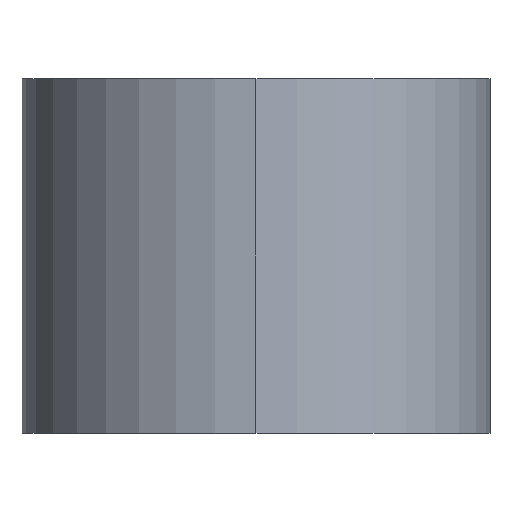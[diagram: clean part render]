
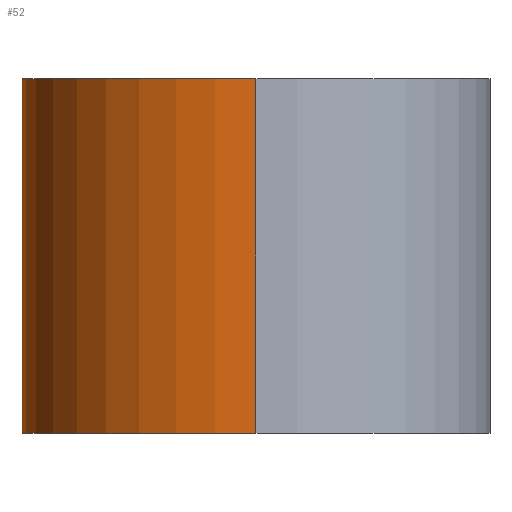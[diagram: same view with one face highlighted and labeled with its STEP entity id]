
A CAD part, left-side view. The second image highlights one B-rep face of the part: STEP entity #52.
In plain terms, the highlighted cylindrical face has radius 6.6 mm (diameter 13.2 mm), a partial arc.
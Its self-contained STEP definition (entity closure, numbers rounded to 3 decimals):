
#10 = ORIENTED_EDGE ( 'NONE', *, *, #707, .T. ) ;
#12 = CYLINDRICAL_SURFACE ( 'NONE', #88, 6.6 ) ;
#15 = VERTEX_POINT ( 'NONE', #644 ) ;
#18 = ORIENTED_EDGE ( 'NONE', *, *, #530, .T. ) ;
#35 = CARTESIAN_POINT ( 'NONE',  ( 0., 0., 5. ) ) ;
#52 = ADVANCED_FACE ( 'NONE', ( #445 ), #12, .T. ) ;
#87 = CIRCLE ( 'NONE', #738, 6.6 ) ;
#88 = AXIS2_PLACEMENT_3D ( 'NONE', #35, #717, #503 ) ;
#115 = DIRECTION ( 'NONE',  ( 0., 0., -1. ) ) ;
#126 = CARTESIAN_POINT ( 'NONE',  ( 0., 0., 5. ) ) ;
#160 = DIRECTION ( 'NONE',  ( 0., 0., 1. ) ) ;
#191 = DIRECTION ( 'NONE',  ( 1., 0., 0. ) ) ;
#228 = VERTEX_POINT ( 'NONE', #554 ) ;
#230 = CARTESIAN_POINT ( 'NONE',  ( 6.6, 0., 5. ) ) ;
#360 = VECTOR ( 'NONE', #115, 1000. ) ;
#365 = ORIENTED_EDGE ( 'NONE', *, *, #820, .F. ) ;
#409 = CARTESIAN_POINT ( 'NONE',  ( 0., 0., -5. ) ) ;
#445 = FACE_OUTER_BOUND ( 'NONE', #731, .T. ) ;
#490 = LINE ( 'NONE', #690, #360 ) ;
#503 = DIRECTION ( 'NONE',  ( -1., 0., 0. ) ) ;
#530 = EDGE_CURVE ( 'NONE', #587, #15, #87, .T. ) ;
#549 = DIRECTION ( 'NONE',  ( 1., 0., 0. ) ) ;
#554 = CARTESIAN_POINT ( 'NONE',  ( -6.6, 0., 5. ) ) ;
#583 = DIRECTION ( 'NONE',  ( 0., 0., 1. ) ) ;
#587 = VERTEX_POINT ( 'NONE', #730 ) ;
#625 = CARTESIAN_POINT ( 'NONE',  ( -6.6, 0., 5. ) ) ;
#631 = VERTEX_POINT ( 'NONE', #230 ) ;
#644 = CARTESIAN_POINT ( 'NONE',  ( -6.6, 0., -5. ) ) ;
#668 = ORIENTED_EDGE ( 'NONE', *, *, #762, .F. ) ;
#690 = CARTESIAN_POINT ( 'NONE',  ( 6.6, 0., 5. ) ) ;
#707 = EDGE_CURVE ( 'NONE', #631, #587, #490, .T. ) ;
#711 = LINE ( 'NONE', #625, #803 ) ;
#716 = AXIS2_PLACEMENT_3D ( 'NONE', #126, #583, #191 ) ;
#717 = DIRECTION ( 'NONE',  ( 0., 0., -1. ) ) ;
#730 = CARTESIAN_POINT ( 'NONE',  ( 6.6, 0., -5. ) ) ;
#731 = EDGE_LOOP ( 'NONE', ( #668, #10, #18, #365 ) ) ;
#738 = AXIS2_PLACEMENT_3D ( 'NONE', #409, #160, #549 ) ;
#762 = EDGE_CURVE ( 'NONE', #631, #228, #831, .T. ) ;
#803 = VECTOR ( 'NONE', #852, 1000. ) ;
#820 = EDGE_CURVE ( 'NONE', #228, #15, #711, .T. ) ;
#831 = CIRCLE ( 'NONE', #716, 6.6 ) ;
#852 = DIRECTION ( 'NONE',  ( 0., 0., -1. ) ) ;
